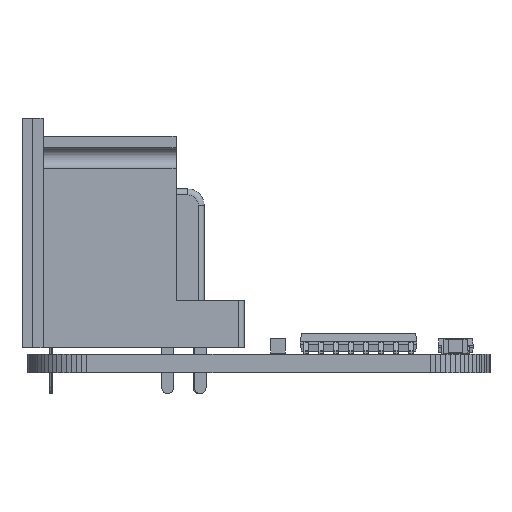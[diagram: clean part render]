
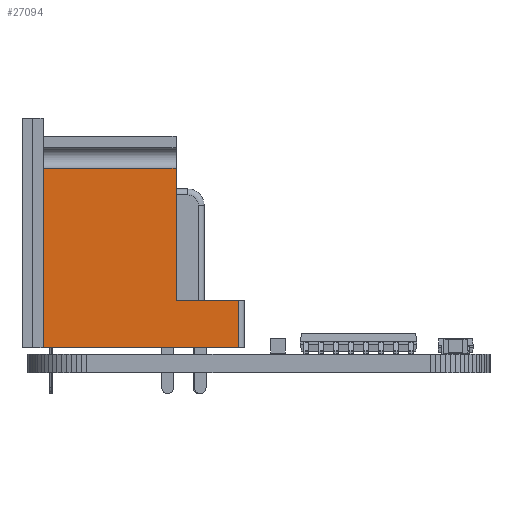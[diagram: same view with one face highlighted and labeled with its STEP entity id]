
A CAD part, left-side view. The second image highlights one B-rep face of the part: STEP entity #27094.
In plain terms, the highlighted face is planar.
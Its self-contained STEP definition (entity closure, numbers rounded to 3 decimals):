
#23813 = PLANE('',#23814);
#23814 = AXIS2_PLACEMENT_3D('',#23815,#23816,#23817);
#23815 = CARTESIAN_POINT('',(9.,13.1,8.));
#23816 = DIRECTION('',(0.,1.,0.));
#23817 = DIRECTION('',(-1.,0.,0.));
#23921 = PLANE('',#23922);
#23922 = AXIS2_PLACEMENT_3D('',#23923,#23924,#23925);
#23923 = CARTESIAN_POINT('',(0.,16.,-6.));
#23924 = DIRECTION('',(0.,0.,-1.));
#23925 = DIRECTION('',(0.,-1.,0.));
#24549 = VERTEX_POINT('',#24550);
#24550 = CARTESIAN_POINT('',(9.,13.1,5.25));
#24564 = PLANE('',#24565);
#24565 = AXIS2_PLACEMENT_3D('',#24566,#24567,#24568);
#24566 = CARTESIAN_POINT('',(9.,13.1,5.25));
#24567 = DIRECTION('',(0.,0.,-1.));
#24568 = DIRECTION('',(-1.,-0.,0.));
#24576 = EDGE_CURVE('',#24549,#24577,#24579,.T.);
#24577 = VERTEX_POINT('',#24578);
#24578 = CARTESIAN_POINT('',(9.,13.1,-6.));
#24579 = SURFACE_CURVE('',#24580,(#24584,#24591),.PCURVE_S1.);
#24580 = LINE('',#24581,#24582);
#24581 = CARTESIAN_POINT('',(9.,13.1,8.));
#24582 = VECTOR('',#24583,1.);
#24583 = DIRECTION('',(0.,0.,-1.));
#24584 = PCURVE('',#23813,#24585);
#24585 = DEFINITIONAL_REPRESENTATION('',(#24586),#24590);
#24586 = LINE('',#24587,#24588);
#24587 = CARTESIAN_POINT('',(0.,0.));
#24588 = VECTOR('',#24589,1.);
#24589 = DIRECTION('',(-0.,-1.));
#24590 = ( GEOMETRIC_REPRESENTATION_CONTEXT(2) 
PARAMETRIC_REPRESENTATION_CONTEXT() REPRESENTATION_CONTEXT('2D SPACE',''
  ) );
#24591 = PCURVE('',#24592,#24597);
#24592 = PLANE('',#24593);
#24593 = AXIS2_PLACEMENT_3D('',#24594,#24595,#24596);
#24594 = CARTESIAN_POINT('',(9.,1.8,-10.));
#24595 = DIRECTION('',(1.,0.,0.));
#24596 = DIRECTION('',(-0.,0.,1.));
#24597 = DEFINITIONAL_REPRESENTATION('',(#24598),#24602);
#24598 = LINE('',#24599,#24600);
#24599 = CARTESIAN_POINT('',(18.,-11.3));
#24600 = VECTOR('',#24601,1.);
#24601 = DIRECTION('',(-1.,0.));
#24602 = ( GEOMETRIC_REPRESENTATION_CONTEXT(2) 
PARAMETRIC_REPRESENTATION_CONTEXT() REPRESENTATION_CONTEXT('2D SPACE',''
  ) );
#25375 = VERTEX_POINT('',#25376);
#25376 = CARTESIAN_POINT('',(9.,18.4,-6.));
#25395 = CYLINDRICAL_SURFACE('',#25396,0.5);
#25396 = AXIS2_PLACEMENT_3D('',#25397,#25398,#25399);
#25397 = CARTESIAN_POINT('',(8.5,18.4,-10.));
#25398 = DIRECTION('',(0.,0.,1.));
#25399 = DIRECTION('',(1.,0.,-0.));
#25406 = EDGE_CURVE('',#25375,#24577,#25407,.T.);
#25407 = SURFACE_CURVE('',#25408,(#25412,#25419),.PCURVE_S1.);
#25408 = LINE('',#25409,#25410);
#25409 = CARTESIAN_POINT('',(9.,18.9,-6.));
#25410 = VECTOR('',#25411,1.);
#25411 = DIRECTION('',(0.,-1.,0.));
#25412 = PCURVE('',#23921,#25413);
#25413 = DEFINITIONAL_REPRESENTATION('',(#25414),#25418);
#25414 = LINE('',#25415,#25416);
#25415 = CARTESIAN_POINT('',(-2.9,-9.));
#25416 = VECTOR('',#25417,1.);
#25417 = DIRECTION('',(1.,0.));
#25418 = ( GEOMETRIC_REPRESENTATION_CONTEXT(2) 
PARAMETRIC_REPRESENTATION_CONTEXT() REPRESENTATION_CONTEXT('2D SPACE',''
  ) );
#25419 = PCURVE('',#24592,#25420);
#25420 = DEFINITIONAL_REPRESENTATION('',(#25421),#25425);
#25421 = LINE('',#25422,#25423);
#25422 = CARTESIAN_POINT('',(4.,-17.1));
#25423 = VECTOR('',#25424,1.);
#25424 = DIRECTION('',(0.,1.));
#25425 = ( GEOMETRIC_REPRESENTATION_CONTEXT(2) 
PARAMETRIC_REPRESENTATION_CONTEXT() REPRESENTATION_CONTEXT('2D SPACE',''
  ) );
#26149 = PLANE('',#26150);
#26150 = AXIS2_PLACEMENT_3D('',#26151,#26152,#26153);
#26151 = CARTESIAN_POINT('',(-9.,1.8,-10.));
#26152 = DIRECTION('',(0.,0.,-1.));
#26153 = DIRECTION('',(1.,0.,0.));
#26673 = PLANE('',#26674);
#26674 = AXIS2_PLACEMENT_3D('',#26675,#26676,#26677);
#26675 = CARTESIAN_POINT('',(0.,1.8,-0.25));
#26676 = DIRECTION('',(0.,1.,0.));
#26677 = DIRECTION('',(0.,0.,1.));
#27094 = ADVANCED_FACE('',(#27095),#24592,.T.);
#27095 = FACE_BOUND('',#27096,.T.);
#27096 = EDGE_LOOP('',(#27097,#27098,#27099,#27122,#27145,#27168));
#27097 = ORIENTED_EDGE('',*,*,#25406,.T.);
#27098 = ORIENTED_EDGE('',*,*,#24576,.F.);
#27099 = ORIENTED_EDGE('',*,*,#27100,.T.);
#27100 = EDGE_CURVE('',#24549,#27101,#27103,.T.);
#27101 = VERTEX_POINT('',#27102);
#27102 = CARTESIAN_POINT('',(9.,1.8,5.25));
#27103 = SURFACE_CURVE('',#27104,(#27108,#27115),.PCURVE_S1.);
#27104 = LINE('',#27105,#27106);
#27105 = CARTESIAN_POINT('',(9.,13.1,5.25));
#27106 = VECTOR('',#27107,1.);
#27107 = DIRECTION('',(0.,-1.,0.));
#27108 = PCURVE('',#24592,#27109);
#27109 = DEFINITIONAL_REPRESENTATION('',(#27110),#27114);
#27110 = LINE('',#27111,#27112);
#27111 = CARTESIAN_POINT('',(15.25,-11.3));
#27112 = VECTOR('',#27113,1.);
#27113 = DIRECTION('',(0.,1.));
#27114 = ( GEOMETRIC_REPRESENTATION_CONTEXT(2) 
PARAMETRIC_REPRESENTATION_CONTEXT() REPRESENTATION_CONTEXT('2D SPACE',''
  ) );
#27115 = PCURVE('',#24564,#27116);
#27116 = DEFINITIONAL_REPRESENTATION('',(#27117),#27121);
#27117 = LINE('',#27118,#27119);
#27118 = CARTESIAN_POINT('',(0.,0.));
#27119 = VECTOR('',#27120,1.);
#27120 = DIRECTION('',(0.,-1.));
#27121 = ( GEOMETRIC_REPRESENTATION_CONTEXT(2) 
PARAMETRIC_REPRESENTATION_CONTEXT() REPRESENTATION_CONTEXT('2D SPACE',''
  ) );
#27122 = ORIENTED_EDGE('',*,*,#27123,.F.);
#27123 = EDGE_CURVE('',#27124,#27101,#27126,.T.);
#27124 = VERTEX_POINT('',#27125);
#27125 = CARTESIAN_POINT('',(9.,1.8,-10.));
#27126 = SURFACE_CURVE('',#27127,(#27131,#27138),.PCURVE_S1.);
#27127 = LINE('',#27128,#27129);
#27128 = CARTESIAN_POINT('',(9.,1.8,-10.));
#27129 = VECTOR('',#27130,1.);
#27130 = DIRECTION('',(0.,0.,1.));
#27131 = PCURVE('',#24592,#27132);
#27132 = DEFINITIONAL_REPRESENTATION('',(#27133),#27137);
#27133 = LINE('',#27134,#27135);
#27134 = CARTESIAN_POINT('',(0.,0.));
#27135 = VECTOR('',#27136,1.);
#27136 = DIRECTION('',(1.,0.));
#27137 = ( GEOMETRIC_REPRESENTATION_CONTEXT(2) 
PARAMETRIC_REPRESENTATION_CONTEXT() REPRESENTATION_CONTEXT('2D SPACE',''
  ) );
#27138 = PCURVE('',#26673,#27139);
#27139 = DEFINITIONAL_REPRESENTATION('',(#27140),#27144);
#27140 = LINE('',#27141,#27142);
#27141 = CARTESIAN_POINT('',(-9.75,9.));
#27142 = VECTOR('',#27143,1.);
#27143 = DIRECTION('',(1.,0.));
#27144 = ( GEOMETRIC_REPRESENTATION_CONTEXT(2) 
PARAMETRIC_REPRESENTATION_CONTEXT() REPRESENTATION_CONTEXT('2D SPACE',''
  ) );
#27145 = ORIENTED_EDGE('',*,*,#27146,.T.);
#27146 = EDGE_CURVE('',#27124,#27147,#27149,.T.);
#27147 = VERTEX_POINT('',#27148);
#27148 = CARTESIAN_POINT('',(9.,18.4,-10.));
#27149 = SURFACE_CURVE('',#27150,(#27154,#27161),.PCURVE_S1.);
#27150 = LINE('',#27151,#27152);
#27151 = CARTESIAN_POINT('',(9.,1.8,-10.));
#27152 = VECTOR('',#27153,1.);
#27153 = DIRECTION('',(0.,1.,0.));
#27154 = PCURVE('',#24592,#27155);
#27155 = DEFINITIONAL_REPRESENTATION('',(#27156),#27160);
#27156 = LINE('',#27157,#27158);
#27157 = CARTESIAN_POINT('',(0.,0.));
#27158 = VECTOR('',#27159,1.);
#27159 = DIRECTION('',(0.,-1.));
#27160 = ( GEOMETRIC_REPRESENTATION_CONTEXT(2) 
PARAMETRIC_REPRESENTATION_CONTEXT() REPRESENTATION_CONTEXT('2D SPACE',''
  ) );
#27161 = PCURVE('',#26149,#27162);
#27162 = DEFINITIONAL_REPRESENTATION('',(#27163),#27167);
#27163 = LINE('',#27164,#27165);
#27164 = CARTESIAN_POINT('',(18.,0.));
#27165 = VECTOR('',#27166,1.);
#27166 = DIRECTION('',(0.,-1.));
#27167 = ( GEOMETRIC_REPRESENTATION_CONTEXT(2) 
PARAMETRIC_REPRESENTATION_CONTEXT() REPRESENTATION_CONTEXT('2D SPACE',''
  ) );
#27168 = ORIENTED_EDGE('',*,*,#27169,.T.);
#27169 = EDGE_CURVE('',#27147,#25375,#27170,.T.);
#27170 = SURFACE_CURVE('',#27171,(#27175,#27182),.PCURVE_S1.);
#27171 = LINE('',#27172,#27173);
#27172 = CARTESIAN_POINT('',(9.,18.4,-10.));
#27173 = VECTOR('',#27174,1.);
#27174 = DIRECTION('',(0.,0.,1.));
#27175 = PCURVE('',#24592,#27176);
#27176 = DEFINITIONAL_REPRESENTATION('',(#27177),#27181);
#27177 = LINE('',#27178,#27179);
#27178 = CARTESIAN_POINT('',(0.,-16.6));
#27179 = VECTOR('',#27180,1.);
#27180 = DIRECTION('',(1.,0.));
#27181 = ( GEOMETRIC_REPRESENTATION_CONTEXT(2) 
PARAMETRIC_REPRESENTATION_CONTEXT() REPRESENTATION_CONTEXT('2D SPACE',''
  ) );
#27182 = PCURVE('',#25395,#27183);
#27183 = DEFINITIONAL_REPRESENTATION('',(#27184),#27187);
#27184 = B_SPLINE_CURVE_WITH_KNOTS('',1,(#27185,#27186),.UNSPECIFIED.,
  .F.,.F.,(2,2),(0.,4.),.PIECEWISE_BEZIER_KNOTS.);
#27185 = CARTESIAN_POINT('',(0.,0.));
#27186 = CARTESIAN_POINT('',(0.,4.));
#27187 = ( GEOMETRIC_REPRESENTATION_CONTEXT(2) 
PARAMETRIC_REPRESENTATION_CONTEXT() REPRESENTATION_CONTEXT('2D SPACE',''
  ) );
